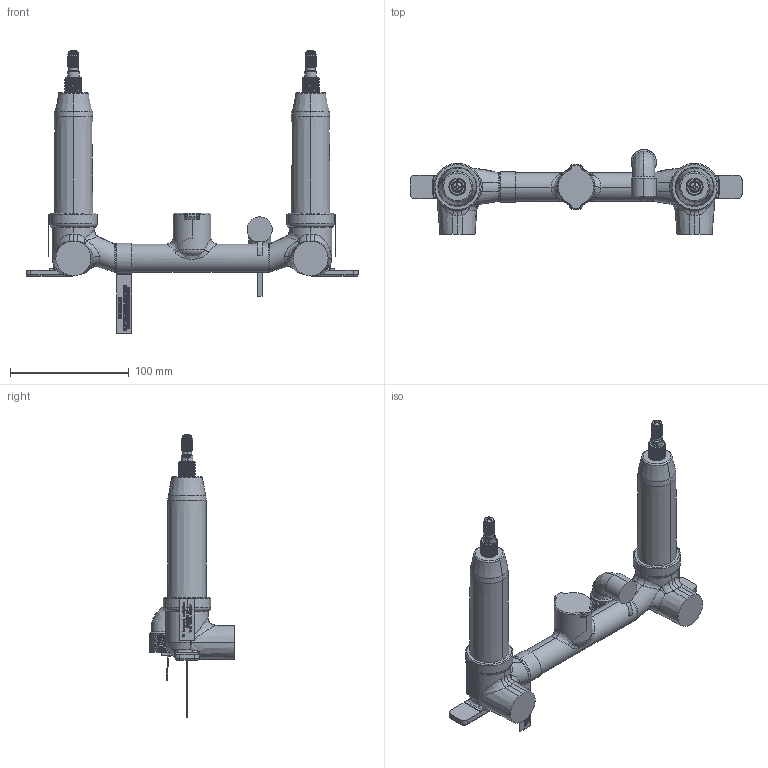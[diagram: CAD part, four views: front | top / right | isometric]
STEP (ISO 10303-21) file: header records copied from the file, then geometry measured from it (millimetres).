
FILE_DESCRIPTION((''),'2;1');
FILE_NAME('1-500U_','2021-04-16T15:49:17',('rsmith'),(''),'CREO PARAMETRIC BY PTC INC, 2018400','CREO PARAMETRIC BY PTC INC, 2018400','');
FILE_SCHEMA(('AUTOMOTIVE_DESIGN { 1 0 10303 214 1 1 1 1 }'));
Length unit declared in the file: inch
Products named in the file (1): 1-500U_
Bounding box: 280 x 71.62 x 238.75 mm (x, y, z)
Volume: 439661.3 mm3; surface area: 74007.9 mm2
Topology: 4 solids, 4 shells, 6265 faces, 17614 edges, 11677 vertices
Faces by surface type: plane 5474, cylinder 501, bspline 158, cone 66, torus 48, extrusion 12, sphere 6
Entity records: 329206 total; most frequent: CARTESIAN_POINT 79081, ORIENTED_EDGE 35224, DIRECTION 29115, PRESENTATION_STYLE_ASSIGNMENT 22935, STYLED_ITEM 17774, CURVE_STYLE 17616, EDGE_CURVE 17612, VECTOR 15567
